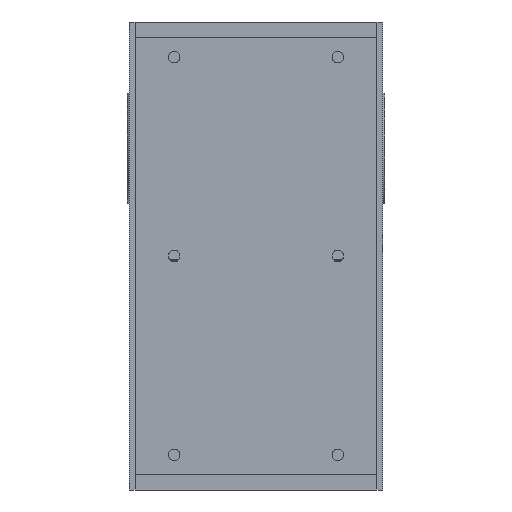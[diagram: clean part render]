
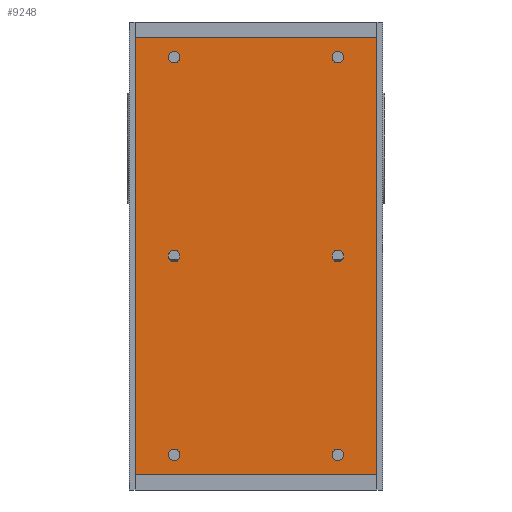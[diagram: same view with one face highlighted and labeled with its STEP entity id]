
A CAD part, front view. The second image highlights one B-rep face of the part: STEP entity #9248.
In plain terms, the highlighted planar face has unit normal (0, -1, 0).
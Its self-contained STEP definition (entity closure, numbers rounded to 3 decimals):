
#702=FACE_BOUND('',#2271,.T.);
#703=FACE_BOUND('',#2272,.T.);
#704=FACE_BOUND('',#2273,.T.);
#705=FACE_BOUND('',#2274,.T.);
#706=FACE_BOUND('',#2275,.T.);
#707=FACE_BOUND('',#2276,.T.);
#958=PLANE('',#10249);
#1456=FACE_OUTER_BOUND('',#2270,.T.);
#2270=EDGE_LOOP('',(#8625,#8626,#8627,#8628));
#2271=EDGE_LOOP('',(#8629));
#2272=EDGE_LOOP('',(#8630));
#2273=EDGE_LOOP('',(#8631));
#2274=EDGE_LOOP('',(#8632));
#2275=EDGE_LOOP('',(#8633));
#2276=EDGE_LOOP('',(#8634));
#3006=LINE('',#15552,#3724);
#3010=LINE('',#15560,#3728);
#3013=LINE('',#15566,#3731);
#3016=LINE('',#15571,#3734);
#3724=VECTOR('',#12932,10.);
#3728=VECTOR('',#12938,10.);
#3731=VECTOR('',#12943,10.);
#3734=VECTOR('',#12948,10.);
#4185=CIRCLE('',#10180,3.);
#4187=CIRCLE('',#10183,3.);
#4214=CIRCLE('',#10235,3.);
#4216=CIRCLE('',#10238,3.);
#4218=CIRCLE('',#10241,3.);
#4220=CIRCLE('',#10244,3.);
#4976=VERTEX_POINT('',#15430);
#4978=VERTEX_POINT('',#15436);
#5005=VERTEX_POINT('',#15528);
#5007=VERTEX_POINT('',#15534);
#5009=VERTEX_POINT('',#15540);
#5011=VERTEX_POINT('',#15546);
#5012=VERTEX_POINT('',#15550);
#5013=VERTEX_POINT('',#15551);
#5016=VERTEX_POINT('',#15559);
#5018=VERTEX_POINT('',#15565);
#6165=EDGE_CURVE('',#4976,#4976,#4185,.T.);
#6168=EDGE_CURVE('',#4978,#4978,#4187,.T.);
#6209=EDGE_CURVE('',#5005,#5005,#4214,.F.);
#6212=EDGE_CURVE('',#5007,#5007,#4216,.F.);
#6215=EDGE_CURVE('',#5009,#5009,#4218,.F.);
#6218=EDGE_CURVE('',#5011,#5011,#4220,.F.);
#6219=EDGE_CURVE('',#5012,#5013,#3006,.T.);
#6223=EDGE_CURVE('',#5016,#5012,#3010,.T.);
#6226=EDGE_CURVE('',#5018,#5016,#3013,.T.);
#6229=EDGE_CURVE('',#5013,#5018,#3016,.T.);
#8625=ORIENTED_EDGE('',*,*,#6229,.F.);
#8626=ORIENTED_EDGE('',*,*,#6219,.F.);
#8627=ORIENTED_EDGE('',*,*,#6223,.F.);
#8628=ORIENTED_EDGE('',*,*,#6226,.F.);
#8629=ORIENTED_EDGE('',*,*,#6165,.T.);
#8630=ORIENTED_EDGE('',*,*,#6168,.T.);
#8631=ORIENTED_EDGE('',*,*,#6218,.T.);
#8632=ORIENTED_EDGE('',*,*,#6215,.T.);
#8633=ORIENTED_EDGE('',*,*,#6212,.T.);
#8634=ORIENTED_EDGE('',*,*,#6209,.T.);
#9248=ADVANCED_FACE('',(#1456,#702,#703,#704,#705,#706,#707),#958,.T.);
#10180=AXIS2_PLACEMENT_3D('',#15431,#12782,#12783);
#10183=AXIS2_PLACEMENT_3D('',#15437,#12789,#12790);
#10235=AXIS2_PLACEMENT_3D('',#15530,#12907,#12908);
#10238=AXIS2_PLACEMENT_3D('',#15536,#12914,#12915);
#10241=AXIS2_PLACEMENT_3D('',#15542,#12921,#12922);
#10244=AXIS2_PLACEMENT_3D('',#15548,#12928,#12929);
#10249=AXIS2_PLACEMENT_3D('',#15573,#12950,#12951);
#12782=DIRECTION('center_axis',(0.,1.,0.));
#12783=DIRECTION('ref_axis',(1.,0.,0.));
#12789=DIRECTION('center_axis',(0.,1.,0.));
#12790=DIRECTION('ref_axis',(1.,0.,0.));
#12907=DIRECTION('center_axis',(0.,-1.,0.));
#12908=DIRECTION('ref_axis',(1.,0.,0.));
#12914=DIRECTION('center_axis',(0.,-1.,0.));
#12915=DIRECTION('ref_axis',(1.,0.,0.));
#12921=DIRECTION('center_axis',(0.,-1.,0.));
#12922=DIRECTION('ref_axis',(1.,0.,0.));
#12928=DIRECTION('center_axis',(0.,-1.,0.));
#12929=DIRECTION('ref_axis',(1.,0.,0.));
#12932=DIRECTION('',(0.,0.,-1.));
#12938=DIRECTION('',(1.,0.,0.));
#12943=DIRECTION('',(0.,0.,1.));
#12948=DIRECTION('',(-1.,0.,0.));
#12950=DIRECTION('center_axis',(0.,-1.,0.));
#12951=DIRECTION('ref_axis',(1.,0.,0.));
#15430=CARTESIAN_POINT('',(39.1,-114.,-55.));
#15431=CARTESIAN_POINT('Origin',(42.1,-114.,-55.));
#15436=CARTESIAN_POINT('',(-44.9,-114.,-55.));
#15437=CARTESIAN_POINT('Origin',(-41.9,-114.,-55.));
#15528=CARTESIAN_POINT('',(-44.9,-114.,-157.));
#15530=CARTESIAN_POINT('Origin',(-41.9,-114.,-157.));
#15534=CARTESIAN_POINT('',(-44.9,-114.,47.));
#15536=CARTESIAN_POINT('Origin',(-41.9,-114.,47.));
#15540=CARTESIAN_POINT('',(39.1,-114.,47.));
#15542=CARTESIAN_POINT('Origin',(42.1,-114.,47.));
#15546=CARTESIAN_POINT('',(39.1,-114.,-157.));
#15548=CARTESIAN_POINT('Origin',(42.1,-114.,-157.));
#15550=CARTESIAN_POINT('',(62.1,-114.,57.));
#15551=CARTESIAN_POINT('',(62.1,-114.,-167.));
#15552=CARTESIAN_POINT('',(62.1,-114.,57.));
#15559=CARTESIAN_POINT('',(-61.9,-114.,57.));
#15560=CARTESIAN_POINT('',(-61.9,-114.,57.));
#15565=CARTESIAN_POINT('',(-61.9,-114.,-167.));
#15566=CARTESIAN_POINT('',(-61.9,-114.,-167.));
#15571=CARTESIAN_POINT('',(62.1,-114.,-167.));
#15573=CARTESIAN_POINT('Origin',(0.1,-114.,-55.));
